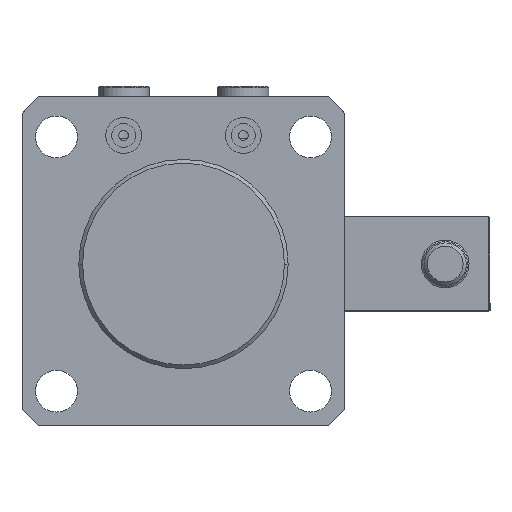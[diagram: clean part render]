
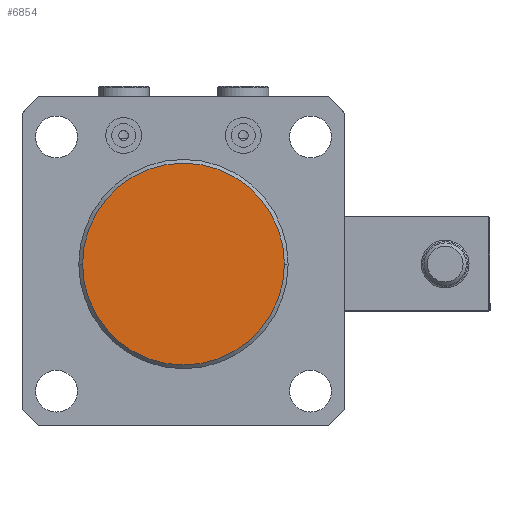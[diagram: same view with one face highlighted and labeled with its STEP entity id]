
A CAD part, front view. The second image highlights one B-rep face of the part: STEP entity #6854.
In plain terms, the highlighted planar face has unit normal (0, -1, 0).
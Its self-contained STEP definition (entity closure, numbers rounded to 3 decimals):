
#486 = CIRCLE ( 'NONE', #11328, 33.75 ) ;
#1585 = CARTESIAN_POINT ( 'NONE',  ( 1000.918, 44.321, 0. ) ) ;
#2006 = FACE_OUTER_BOUND ( 'NONE', #5294, .T. ) ;
#2572 = EDGE_CURVE ( 'NONE', #7157, #5339, #16530, .T. ) ;
#2578 = ORIENTED_EDGE ( 'NONE', *, *, #2572, .T. ) ;
#3059 = DIRECTION ( 'NONE',  ( 1., 0., 0. ) ) ;
#3409 = DIRECTION ( 'NONE',  ( 0., -1., 0. ) ) ;
#4923 = CARTESIAN_POINT ( 'NONE',  ( 1000.918, 44.321, 0. ) ) ;
#5294 = EDGE_LOOP ( 'NONE', ( #2578, #12130 ) ) ;
#5339 = VERTEX_POINT ( 'NONE', #11839 ) ;
#6461 = DIRECTION ( 'NONE',  ( 0., -1., 0. ) ) ;
#6854 = ADVANCED_FACE ( 'NONE', ( #2006 ), #15181, .T. ) ;
#7157 = VERTEX_POINT ( 'NONE', #10139 ) ;
#10139 = CARTESIAN_POINT ( 'NONE',  ( 967.168, 44.321, 0. ) ) ;
#11328 = AXIS2_PLACEMENT_3D ( 'NONE', #1585, #11793, #3059 ) ;
#11793 = DIRECTION ( 'NONE',  ( 0., -1., 0. ) ) ;
#11839 = CARTESIAN_POINT ( 'NONE',  ( 1034.668, 44.321, 0. ) ) ;
#12130 = ORIENTED_EDGE ( 'NONE', *, *, #14697, .T. ) ;
#12145 = CARTESIAN_POINT ( 'NONE',  ( 1000.918, 44.321, 0. ) ) ;
#13612 = DIRECTION ( 'NONE',  ( 1., 0., 0. ) ) ;
#14697 = EDGE_CURVE ( 'NONE', #5339, #7157, #486, .T. ) ;
#14902 = AXIS2_PLACEMENT_3D ( 'NONE', #12145, #3409, #13612 ) ;
#15181 = PLANE ( 'NONE',  #18798 ) ;
#16530 = CIRCLE ( 'NONE', #14902, 33.75 ) ;
#16670 = DIRECTION ( 'NONE',  ( 1., 0., 0. ) ) ;
#18798 = AXIS2_PLACEMENT_3D ( 'NONE', #4923, #6461, #16670 ) ;
